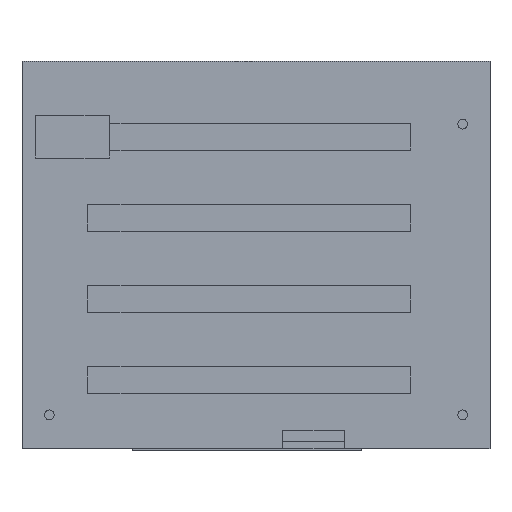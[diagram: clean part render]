
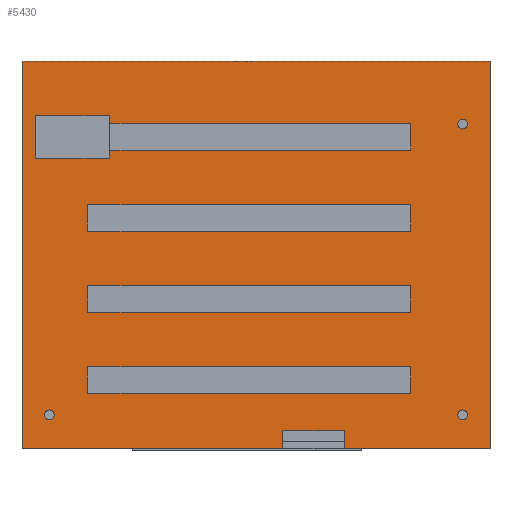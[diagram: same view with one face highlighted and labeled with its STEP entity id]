
A CAD part, front view. The second image highlights one B-rep face of the part: STEP entity #5430.
In plain terms, the highlighted planar face has unit normal (0, -1, 0).
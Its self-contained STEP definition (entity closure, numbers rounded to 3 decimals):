
#49=CIRCLE('',#5719,1.1);
#51=CIRCLE('',#5722,1.1);
#53=CIRCLE('',#5725,1.1);
#55=CIRCLE('',#5728,1.1);
#104=FACE_BOUND('',#525,.T.);
#105=FACE_BOUND('',#526,.T.);
#106=FACE_BOUND('',#527,.T.);
#107=FACE_BOUND('',#528,.T.);
#108=FACE_BOUND('',#529,.T.);
#109=FACE_BOUND('',#530,.T.);
#110=FACE_BOUND('',#531,.T.);
#111=FACE_BOUND('',#532,.T.);
#214=FACE_OUTER_BOUND('',#524,.T.);
#524=EDGE_LOOP('',(#3726,#3727,#3728,#3729,#3730,#3731,#3732,#3733));
#525=EDGE_LOOP('',(#3734));
#526=EDGE_LOOP('',(#3735));
#527=EDGE_LOOP('',(#3736));
#528=EDGE_LOOP('',(#3737));
#529=EDGE_LOOP('',(#3738,#3739,#3740,#3741));
#530=EDGE_LOOP('',(#3742,#3743,#3744,#3745));
#531=EDGE_LOOP('',(#3746,#3747,#3748,#3749));
#532=EDGE_LOOP('',(#3750,#3751,#3752,#3753));
#948=LINE('',#7607,#1669);
#951=LINE('',#7613,#1672);
#954=LINE('',#7619,#1675);
#957=LINE('',#7625,#1678);
#960=LINE('',#7631,#1681);
#963=LINE('',#7637,#1684);
#966=LINE('',#7643,#1687);
#969=LINE('',#7649,#1690);
#971=LINE('',#7654,#1692);
#972=LINE('',#7656,#1693);
#973=LINE('',#7658,#1694);
#974=LINE('',#7660,#1695);
#975=LINE('',#7662,#1696);
#976=LINE('',#7664,#1697);
#977=LINE('',#7666,#1698);
#978=LINE('',#7667,#1699);
#979=LINE('',#7668,#1700);
#980=LINE('',#7669,#1701);
#981=LINE('',#7670,#1702);
#982=LINE('',#7671,#1703);
#983=LINE('',#7672,#1704);
#984=LINE('',#7673,#1705);
#985=LINE('',#7674,#1706);
#986=LINE('',#7675,#1707);
#1669=VECTOR('',#6163,10.);
#1672=VECTOR('',#6168,10.);
#1675=VECTOR('',#6173,10.);
#1678=VECTOR('',#6178,10.);
#1681=VECTOR('',#6183,10.);
#1684=VECTOR('',#6188,10.);
#1687=VECTOR('',#6193,10.);
#1690=VECTOR('',#6198,10.);
#1692=VECTOR('',#6202,10.);
#1693=VECTOR('',#6203,10.);
#1694=VECTOR('',#6204,10.);
#1695=VECTOR('',#6205,10.);
#1696=VECTOR('',#6206,10.);
#1697=VECTOR('',#6207,10.);
#1698=VECTOR('',#6208,10.);
#1699=VECTOR('',#6209,10.);
#1700=VECTOR('',#6210,10.);
#1701=VECTOR('',#6211,10.);
#1702=VECTOR('',#6212,10.);
#1703=VECTOR('',#6213,10.);
#1704=VECTOR('',#6214,10.);
#1705=VECTOR('',#6215,10.);
#1706=VECTOR('',#6216,10.);
#1707=VECTOR('',#6217,10.);
#2389=VERTEX_POINT('',#7580);
#2391=VERTEX_POINT('',#7585);
#2393=VERTEX_POINT('',#7590);
#2395=VERTEX_POINT('',#7595);
#2397=VERTEX_POINT('',#7604);
#2398=VERTEX_POINT('',#7606);
#2399=VERTEX_POINT('',#7610);
#2400=VERTEX_POINT('',#7612);
#2401=VERTEX_POINT('',#7616);
#2402=VERTEX_POINT('',#7618);
#2403=VERTEX_POINT('',#7622);
#2404=VERTEX_POINT('',#7624);
#2405=VERTEX_POINT('',#7628);
#2406=VERTEX_POINT('',#7630);
#2407=VERTEX_POINT('',#7634);
#2408=VERTEX_POINT('',#7636);
#2409=VERTEX_POINT('',#7640);
#2410=VERTEX_POINT('',#7642);
#2411=VERTEX_POINT('',#7646);
#2412=VERTEX_POINT('',#7648);
#2413=VERTEX_POINT('',#7652);
#2414=VERTEX_POINT('',#7653);
#2415=VERTEX_POINT('',#7655);
#2416=VERTEX_POINT('',#7657);
#2417=VERTEX_POINT('',#7659);
#2418=VERTEX_POINT('',#7661);
#2419=VERTEX_POINT('',#7663);
#2420=VERTEX_POINT('',#7665);
#2907=EDGE_CURVE('',#2389,#2389,#49,.T.);
#2909=EDGE_CURVE('',#2391,#2391,#51,.T.);
#2911=EDGE_CURVE('',#2393,#2393,#53,.T.);
#2913=EDGE_CURVE('',#2395,#2395,#55,.T.);
#2916=EDGE_CURVE('',#2398,#2397,#948,.T.);
#2919=EDGE_CURVE('',#2400,#2399,#951,.T.);
#2922=EDGE_CURVE('',#2402,#2401,#954,.T.);
#2925=EDGE_CURVE('',#2404,#2403,#957,.T.);
#2928=EDGE_CURVE('',#2406,#2405,#960,.T.);
#2931=EDGE_CURVE('',#2408,#2407,#963,.T.);
#2934=EDGE_CURVE('',#2410,#2409,#966,.T.);
#2937=EDGE_CURVE('',#2412,#2411,#969,.T.);
#2939=EDGE_CURVE('',#2413,#2414,#971,.T.);
#2940=EDGE_CURVE('',#2414,#2415,#972,.T.);
#2941=EDGE_CURVE('',#2415,#2416,#973,.T.);
#2942=EDGE_CURVE('',#2416,#2417,#974,.T.);
#2943=EDGE_CURVE('',#2417,#2418,#975,.T.);
#2944=EDGE_CURVE('',#2418,#2419,#976,.T.);
#2945=EDGE_CURVE('',#2419,#2420,#977,.T.);
#2946=EDGE_CURVE('',#2420,#2413,#978,.T.);
#2947=EDGE_CURVE('',#2409,#2402,#979,.T.);
#2948=EDGE_CURVE('',#2401,#2410,#980,.T.);
#2949=EDGE_CURVE('',#2403,#2406,#981,.T.);
#2950=EDGE_CURVE('',#2405,#2404,#982,.T.);
#2951=EDGE_CURVE('',#2397,#2408,#983,.T.);
#2952=EDGE_CURVE('',#2407,#2398,#984,.T.);
#2953=EDGE_CURVE('',#2411,#2400,#985,.T.);
#2954=EDGE_CURVE('',#2399,#2412,#986,.T.);
#3726=ORIENTED_EDGE('',*,*,#2939,.T.);
#3727=ORIENTED_EDGE('',*,*,#2940,.T.);
#3728=ORIENTED_EDGE('',*,*,#2941,.T.);
#3729=ORIENTED_EDGE('',*,*,#2942,.T.);
#3730=ORIENTED_EDGE('',*,*,#2943,.T.);
#3731=ORIENTED_EDGE('',*,*,#2944,.T.);
#3732=ORIENTED_EDGE('',*,*,#2945,.T.);
#3733=ORIENTED_EDGE('',*,*,#2946,.T.);
#3734=ORIENTED_EDGE('',*,*,#2907,.T.);
#3735=ORIENTED_EDGE('',*,*,#2909,.T.);
#3736=ORIENTED_EDGE('',*,*,#2911,.T.);
#3737=ORIENTED_EDGE('',*,*,#2913,.T.);
#3738=ORIENTED_EDGE('',*,*,#2934,.T.);
#3739=ORIENTED_EDGE('',*,*,#2947,.T.);
#3740=ORIENTED_EDGE('',*,*,#2922,.T.);
#3741=ORIENTED_EDGE('',*,*,#2948,.T.);
#3742=ORIENTED_EDGE('',*,*,#2925,.T.);
#3743=ORIENTED_EDGE('',*,*,#2949,.T.);
#3744=ORIENTED_EDGE('',*,*,#2928,.T.);
#3745=ORIENTED_EDGE('',*,*,#2950,.T.);
#3746=ORIENTED_EDGE('',*,*,#2916,.T.);
#3747=ORIENTED_EDGE('',*,*,#2951,.T.);
#3748=ORIENTED_EDGE('',*,*,#2931,.T.);
#3749=ORIENTED_EDGE('',*,*,#2952,.T.);
#3750=ORIENTED_EDGE('',*,*,#2937,.T.);
#3751=ORIENTED_EDGE('',*,*,#2953,.T.);
#3752=ORIENTED_EDGE('',*,*,#2919,.T.);
#3753=ORIENTED_EDGE('',*,*,#2954,.T.);
#5155=PLANE('',#5742);
#5430=ADVANCED_FACE('',(#214,#104,#105,#106,#107,#108,#109,#110,#111),#5155,
 .T.);
#5719=AXIS2_PLACEMENT_3D('',#7581,#6130,#6131);
#5722=AXIS2_PLACEMENT_3D('',#7586,#6136,#6137);
#5725=AXIS2_PLACEMENT_3D('',#7591,#6142,#6143);
#5728=AXIS2_PLACEMENT_3D('',#7596,#6148,#6149);
#5742=AXIS2_PLACEMENT_3D('',#7651,#6200,#6201);
#6130=DIRECTION('center_axis',(0.,1.,0.));
#6131=DIRECTION('ref_axis',(1.,0.,0.));
#6136=DIRECTION('center_axis',(0.,1.,0.));
#6137=DIRECTION('ref_axis',(1.,0.,0.));
#6142=DIRECTION('center_axis',(0.,1.,0.));
#6143=DIRECTION('ref_axis',(1.,0.,0.));
#6148=DIRECTION('center_axis',(0.,1.,0.));
#6149=DIRECTION('ref_axis',(1.,0.,0.));
#6163=DIRECTION('',(0.,0.,1.));
#6168=DIRECTION('',(0.,0.,-1.));
#6173=DIRECTION('',(0.,0.,-1.));
#6178=DIRECTION('',(0.,0.,1.));
#6183=DIRECTION('',(0.,0.,-1.));
#6188=DIRECTION('',(0.,0.,-1.));
#6193=DIRECTION('',(0.,0.,1.));
#6198=DIRECTION('',(0.,0.,1.));
#6200=DIRECTION('center_axis',(0.,-1.,0.));
#6201=DIRECTION('ref_axis',(0.,0.,-1.));
#6202=DIRECTION('',(0.,0.,1.));
#6203=DIRECTION('',(1.,0.,0.));
#6204=DIRECTION('',(0.,0.,-1.));
#6205=DIRECTION('',(1.,0.,0.));
#6206=DIRECTION('',(0.,0.,1.));
#6207=DIRECTION('',(-1.,0.,0.));
#6208=DIRECTION('',(0.,0.,-1.));
#6209=DIRECTION('',(1.,0.,0.));
#6210=DIRECTION('',(1.,0.,0.));
#6211=DIRECTION('',(-1.,0.,0.));
#6212=DIRECTION('',(1.,0.,0.));
#6213=DIRECTION('',(-1.,0.,0.));
#6214=DIRECTION('',(1.,0.,0.));
#6215=DIRECTION('',(-1.,0.,0.));
#6216=DIRECTION('',(1.,0.,0.));
#6217=DIRECTION('',(-1.,0.,0.));
#7580=CARTESIAN_POINT('',(45.6,-2.8,32.86));
#7581=CARTESIAN_POINT('Origin',(46.7,-2.8,32.86));
#7585=CARTESIAN_POINT('',(45.6,-2.8,-32.86));
#7586=CARTESIAN_POINT('Origin',(46.7,-2.8,-32.86));
#7590=CARTESIAN_POINT('',(-47.8,-2.8,32.86));
#7591=CARTESIAN_POINT('Origin',(-46.7,-2.8,32.86));
#7595=CARTESIAN_POINT('',(-47.8,-2.8,-32.86));
#7596=CARTESIAN_POINT('Origin',(-46.7,-2.8,-32.86));
#7604=CARTESIAN_POINT('',(-38.,-2.8,14.667));
#7606=CARTESIAN_POINT('',(-38.,-2.8,8.667));
#7607=CARTESIAN_POINT('',(-38.,-2.8,23.763));
#7610=CARTESIAN_POINT('',(35.,-2.8,27.));
#7612=CARTESIAN_POINT('',(35.,-2.8,33.));
#7613=CARTESIAN_POINT('',(35.,-2.8,29.93));
#7616=CARTESIAN_POINT('',(35.,-2.8,-9.667));
#7618=CARTESIAN_POINT('',(35.,-2.8,-3.667));
#7619=CARTESIAN_POINT('',(35.,-2.8,11.597));
#7622=CARTESIAN_POINT('',(-38.,-2.8,-22.));
#7624=CARTESIAN_POINT('',(-38.,-2.8,-28.));
#7625=CARTESIAN_POINT('',(-38.,-2.8,5.43));
#7628=CARTESIAN_POINT('',(35.,-2.8,-28.));
#7630=CARTESIAN_POINT('',(35.,-2.8,-22.));
#7631=CARTESIAN_POINT('',(35.,-2.8,2.43));
#7634=CARTESIAN_POINT('',(35.,-2.8,8.667));
#7636=CARTESIAN_POINT('',(35.,-2.8,14.667));
#7637=CARTESIAN_POINT('',(35.,-2.8,20.763));
#7640=CARTESIAN_POINT('',(-38.,-2.8,-3.667));
#7642=CARTESIAN_POINT('',(-38.,-2.8,-9.667));
#7643=CARTESIAN_POINT('',(-38.,-2.8,14.597));
#7646=CARTESIAN_POINT('',(-38.,-2.8,33.));
#7648=CARTESIAN_POINT('',(-38.,-2.8,27.));
#7649=CARTESIAN_POINT('',(-38.,-2.8,32.93));
#7651=CARTESIAN_POINT('Origin',(-46.7,-2.8,32.86));
#7652=CARTESIAN_POINT('',(6.,-2.8,-40.5));
#7653=CARTESIAN_POINT('',(6.,-2.8,-36.4));
#7654=CARTESIAN_POINT('',(6.,-2.8,-2.57));
#7655=CARTESIAN_POINT('',(20.,-2.8,-36.4));
#7656=CARTESIAN_POINT('',(-13.35,-2.8,-36.4));
#7657=CARTESIAN_POINT('',(20.,-2.8,-40.5));
#7658=CARTESIAN_POINT('',(20.,-2.8,-2.57));
#7659=CARTESIAN_POINT('',(52.9,-2.8,-40.5));
#7660=CARTESIAN_POINT('',(2.9,-2.8,-40.5));
#7661=CARTESIAN_POINT('',(52.9,-2.8,47.1));
#7662=CARTESIAN_POINT('',(52.9,-2.8,37.68));
#7663=CARTESIAN_POINT('',(-52.9,-2.8,47.1));
#7664=CARTESIAN_POINT('',(-49.6,-2.8,47.1));
#7665=CARTESIAN_POINT('',(-52.9,-2.8,-40.5));
#7666=CARTESIAN_POINT('',(-52.9,-2.8,42.5));
#7667=CARTESIAN_POINT('',(2.9,-2.8,-40.5));
#7668=CARTESIAN_POINT('',(-5.85,-2.8,-3.667));
#7669=CARTESIAN_POINT('',(-42.35,-2.8,-9.667));
#7670=CARTESIAN_POINT('',(-5.85,-2.8,-22.));
#7671=CARTESIAN_POINT('',(-42.35,-2.8,-28.));
#7672=CARTESIAN_POINT('',(-5.85,-2.8,14.667));
#7673=CARTESIAN_POINT('',(-42.35,-2.8,8.667));
#7674=CARTESIAN_POINT('',(-5.85,-2.8,33.));
#7675=CARTESIAN_POINT('',(-42.35,-2.8,27.));
